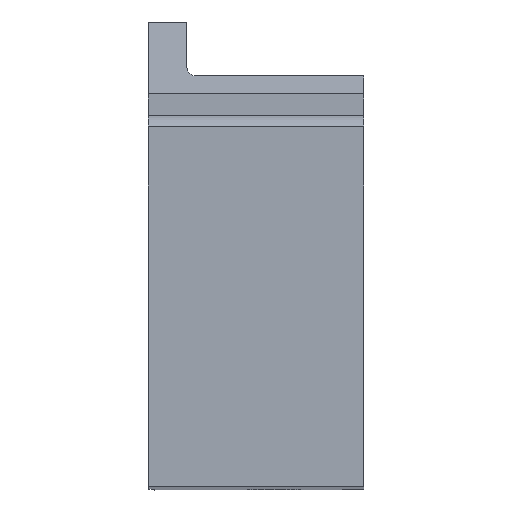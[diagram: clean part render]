
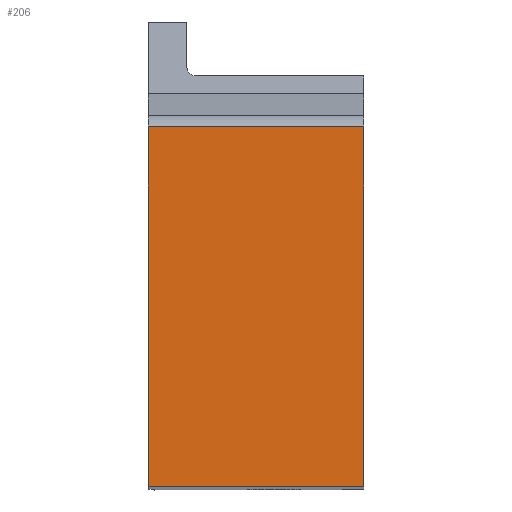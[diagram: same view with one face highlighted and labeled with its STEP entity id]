
A CAD part, top view. The second image highlights one B-rep face of the part: STEP entity #206.
In plain terms, the highlighted planar face has unit normal (0, 0, 1).
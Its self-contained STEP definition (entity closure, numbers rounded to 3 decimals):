
#206=ADVANCED_FACE('',(#381),#300,.T.);
#300=PLANE('',#2844);
#381=FACE_OUTER_BOUND('',#505,.T.);
#505=EDGE_LOOP('',(#961,#962,#963,#964));
#961=ORIENTED_EDGE('',*,*,#1790,.T.);
#962=ORIENTED_EDGE('',*,*,#1784,.T.);
#963=ORIENTED_EDGE('',*,*,#1681,.T.);
#964=ORIENTED_EDGE('',*,*,#1796,.T.);
#1394=VERTEX_POINT('',#4371);
#1395=VERTEX_POINT('',#4373);
#1469=VERTEX_POINT('',#4641);
#1473=VERTEX_POINT('',#4653);
#1681=EDGE_CURVE('',#1395,#1394,#2311,.T.);
#1784=EDGE_CURVE('',#1469,#1395,#2370,.T.);
#1790=EDGE_CURVE('',#1473,#1469,#2373,.T.);
#1796=EDGE_CURVE('',#1394,#1473,#2378,.T.);
#2311=LINE('',#4372,#2503);
#2370=LINE('',#4640,#2562);
#2373=LINE('',#4652,#2565);
#2378=LINE('',#4664,#2570);
#2503=VECTOR('',#3140,1.);
#2562=VECTOR('',#3327,1.);
#2565=VECTOR('',#3340,1.);
#2570=VECTOR('',#3353,1.);
#2844=AXIS2_PLACEMENT_3D('',#4666,#3356,#3357);
#3140=DIRECTION('',(0.,1.,0.));
#3327=DIRECTION('',(1.,0.,0.));
#3340=DIRECTION('',(0.,-1.,0.));
#3353=DIRECTION('',(-1.,0.,0.));
#3356=DIRECTION('',(0.,0.,1.));
#3357=DIRECTION('',(1.,0.,0.));
#4371=CARTESIAN_POINT('',(0.,20.,0.));
#4372=CARTESIAN_POINT('',(0.,0.,0.));
#4373=CARTESIAN_POINT('',(0.,0.,0.));
#4640=CARTESIAN_POINT('',(-12.,0.,0.));
#4641=CARTESIAN_POINT('',(-12.,0.,0.));
#4652=CARTESIAN_POINT('',(-12.,20.,0.));
#4653=CARTESIAN_POINT('',(-12.,20.,0.));
#4664=CARTESIAN_POINT('',(0.,20.,0.));
#4666=CARTESIAN_POINT('',(-6.,10.,0.));
